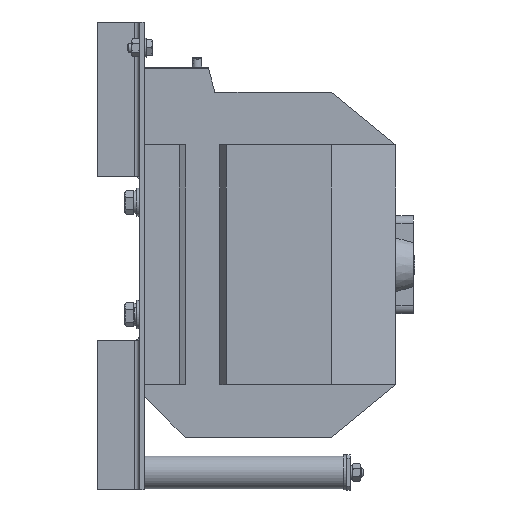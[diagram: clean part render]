
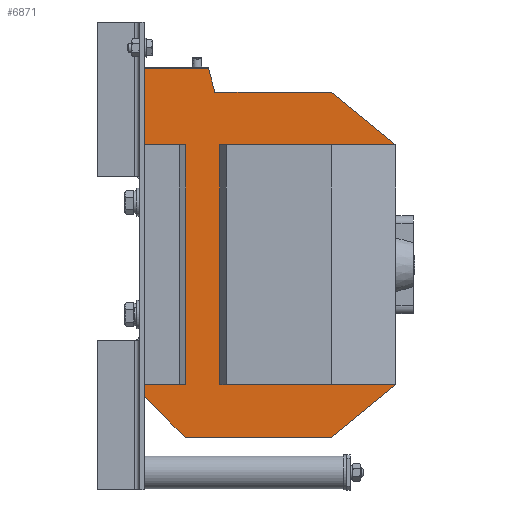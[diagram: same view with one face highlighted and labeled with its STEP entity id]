
A CAD part, left-side view. The second image highlights one B-rep face of the part: STEP entity #6871.
In plain terms, the highlighted face is planar.
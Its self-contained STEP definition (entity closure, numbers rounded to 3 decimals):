
#6871=ADVANCED_FACE('',(#16587),#16589,.F.);
#16587=FACE_BOUND('',#16588,.T.);
#16588=EDGE_LOOP('',(#23838,#23839,#23840,#23841,#23842,#23843,#23844,#23845,#23846,
#23847,#23848,#23849,#23850,#23851,#23852));
#16589=PLANE('',#16590);
#16590=AXIS2_PLACEMENT_3D('',#16591,#16592,#16593);
#16591=CARTESIAN_POINT('',(-152.5,55.,-42.859));
#16592=DIRECTION('',(0.,-1.,0.));
#16593=DIRECTION('',(0.,0.,-1.));
#23838=ORIENTED_EDGE('',*,*,#28523,.F.);
#23839=ORIENTED_EDGE('',*,*,#28531,.T.);
#23840=ORIENTED_EDGE('',*,*,#28532,.F.);
#23841=ORIENTED_EDGE('',*,*,#28533,.F.);
#23842=ORIENTED_EDGE('',*,*,#28519,.F.);
#23843=ORIENTED_EDGE('',*,*,#28534,.F.);
#23844=ORIENTED_EDGE('',*,*,#28535,.F.);
#23845=ORIENTED_EDGE('',*,*,#28536,.F.);
#23846=ORIENTED_EDGE('',*,*,#28537,.F.);
#23847=ORIENTED_EDGE('',*,*,#28538,.T.);
#23848=ORIENTED_EDGE('',*,*,#28539,.T.);
#23849=ORIENTED_EDGE('',*,*,#28540,.F.);
#23850=ORIENTED_EDGE('',*,*,#28541,.F.);
#23851=ORIENTED_EDGE('',*,*,#28542,.T.);
#23852=ORIENTED_EDGE('',*,*,#28495,.T.);
#28495=EDGE_CURVE('',#31775,#31773,#31776,.T.);
#28519=EDGE_CURVE('',#31819,#31821,#31822,.F.);
#28523=EDGE_CURVE('',#31827,#31773,#31829,.F.);
#28531=EDGE_CURVE('',#31827,#31843,#31844,.T.);
#28532=EDGE_CURVE('',#31845,#31843,#31846,.T.);
#28533=EDGE_CURVE('',#31821,#31845,#31847,.T.);
#28534=EDGE_CURVE('',#31848,#31819,#31849,.T.);
#28535=EDGE_CURVE('',#31850,#31848,#31851,.F.);
#28536=EDGE_CURVE('',#31852,#31850,#31853,.T.);
#28537=EDGE_CURVE('',#31854,#31852,#31855,.T.);
#28538=EDGE_CURVE('',#31854,#31856,#31857,.T.);
#28539=EDGE_CURVE('',#31856,#31858,#31859,.T.);
#28540=EDGE_CURVE('',#31860,#31858,#31861,.T.);
#28541=EDGE_CURVE('',#31862,#31860,#31863,.F.);
#28542=EDGE_CURVE('',#31862,#31775,#31864,.T.);
#31773=VERTEX_POINT('',#39293);
#31775=VERTEX_POINT('',#39297);
#31776=LINE('',#39298,#39299);
#31819=VERTEX_POINT('',#39387);
#31821=VERTEX_POINT('',#39391);
#31822=LINE('',#39392,#39393);
#31827=VERTEX_POINT('',#39403);
#31829=LINE('',#39407,#39408);
#31843=VERTEX_POINT('',#39442);
#31844=LINE('',#39443,#39444);
#31845=VERTEX_POINT('',#39446);
#31846=LINE('',#39447,#39448);
#31847=LINE('',#39450,#39451);
#31848=VERTEX_POINT('',#39453);
#31849=LINE('',#39454,#39455);
#31850=VERTEX_POINT('',#39457);
#31851=LINE('',#39458,#39459);
#31852=VERTEX_POINT('',#39461);
#31853=LINE('',#39462,#39463);
#31854=VERTEX_POINT('',#39465);
#31855=LINE('',#39466,#39467);
#31856=VERTEX_POINT('',#39469);
#31857=LINE('',#39470,#39471);
#31858=VERTEX_POINT('',#39473);
#31859=LINE('',#39474,#39475);
#31860=VERTEX_POINT('',#39477);
#31861=LINE('',#39478,#39479);
#31862=VERTEX_POINT('',#39481);
#31863=LINE('',#39482,#39483);
#31864=LINE('',#39485,#39486);
#39293=CARTESIAN_POINT('',(167.5,55.,-107.5));
#39297=CARTESIAN_POINT('',(167.5,55.,-52.5));
#39298=CARTESIAN_POINT('',(167.5,55.,-52.5));
#39299=VECTOR('',#39300,1.);
#39300=DIRECTION('',(0.,0.,-1.));
#39387=CARTESIAN_POINT('',(-112.5,55.,-107.5));
#39391=CARTESIAN_POINT('',(-102.5,55.,-107.5));
#39392=CARTESIAN_POINT('',(-102.5,55.,-107.5));
#39393=VECTOR('',#39394,1.);
#39394=DIRECTION('',(-1.,0.,0.));
#39403=CARTESIAN_POINT('',(102.5,55.,-107.5));
#39407=CARTESIAN_POINT('',(167.5,55.,-107.5));
#39408=VECTOR('',#39409,1.);
#39409=DIRECTION('',(-1.,0.,0.));
#39442=CARTESIAN_POINT('',(102.5,55.,-72.141));
#39443=CARTESIAN_POINT('',(102.5,55.,-107.5));
#39444=VECTOR('',#39445,1.);
#39445=DIRECTION('',(0.,0.,1.));
#39446=CARTESIAN_POINT('',(-102.5,55.,-72.141));
#39447=CARTESIAN_POINT('',(-102.5,55.,-72.141));
#39448=VECTOR('',#39449,1.);
#39449=DIRECTION('',(1.,0.,0.));
#39450=CARTESIAN_POINT('',(-102.5,55.,-107.5));
#39451=VECTOR('',#39452,1.);
#39452=DIRECTION('',(0.,0.,1.));
#39453=CARTESIAN_POINT('',(-147.5,55.,-72.5));
#39454=CARTESIAN_POINT('',(-147.5,55.,-72.5));
#39455=VECTOR('',#39456,1.);
#39456=DIRECTION('',(0.707,0.,-0.707));
#39457=CARTESIAN_POINT('',(-147.5,55.,52.5));
#39458=CARTESIAN_POINT('',(-147.5,55.,-72.5));
#39459=VECTOR('',#39460,1.);
#39460=DIRECTION('',(0.,0.,1.));
#39461=CARTESIAN_POINT('',(-102.5,55.,107.5));
#39462=CARTESIAN_POINT('',(-102.5,55.,107.5));
#39463=VECTOR('',#39464,1.);
#39464=DIRECTION('',(-0.633,0.,-0.774));
#39465=CARTESIAN_POINT('',(-102.5,55.,-42.859));
#39466=CARTESIAN_POINT('',(-102.5,55.,-42.859));
#39467=VECTOR('',#39468,1.);
#39468=DIRECTION('',(0.,0.,1.));
#39469=CARTESIAN_POINT('',(102.5,55.,-42.859));
#39470=CARTESIAN_POINT('',(-102.5,55.,-42.859));
#39471=VECTOR('',#39472,1.);
#39472=DIRECTION('',(1.,0.,0.));
#39473=CARTESIAN_POINT('',(102.5,55.,107.5));
#39474=CARTESIAN_POINT('',(102.5,55.,-42.859));
#39475=VECTOR('',#39476,1.);
#39476=DIRECTION('',(0.,0.,1.));
#39477=CARTESIAN_POINT('',(147.5,55.,52.5));
#39478=CARTESIAN_POINT('',(147.5,55.,52.5));
#39479=VECTOR('',#39480,1.);
#39480=DIRECTION('',(-0.633,0.,0.774));
#39481=CARTESIAN_POINT('',(147.5,55.,-47.141));
#39482=CARTESIAN_POINT('',(147.5,55.,52.5));
#39483=VECTOR('',#39484,1.);
#39484=DIRECTION('',(0.,0.,-1.));
#39485=CARTESIAN_POINT('',(147.5,55.,-47.141));
#39486=VECTOR('',#39487,1.);
#39487=DIRECTION('',(0.966,0.,-0.259));
